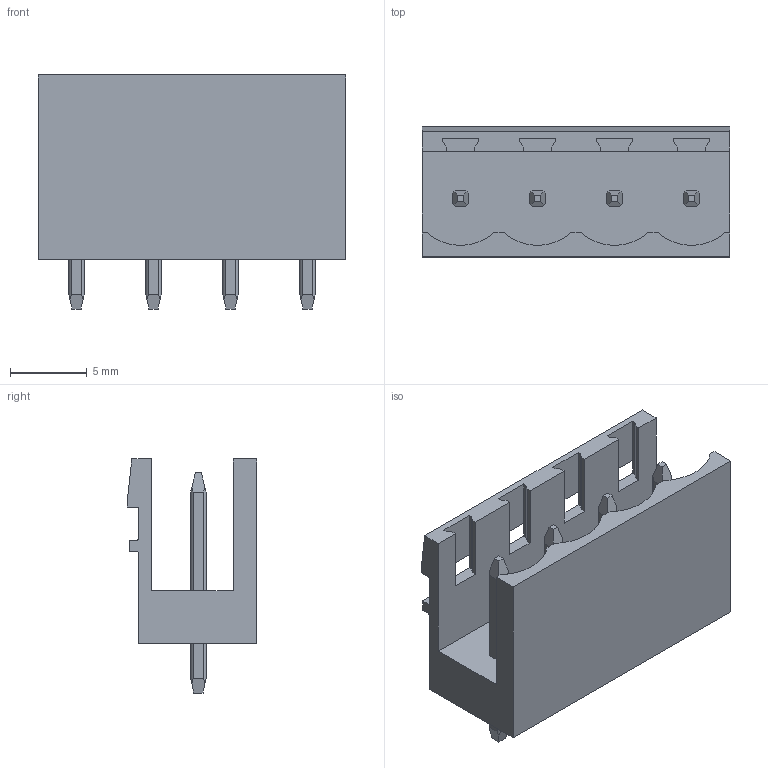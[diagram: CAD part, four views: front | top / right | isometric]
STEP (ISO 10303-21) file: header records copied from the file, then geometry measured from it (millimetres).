
FILE_DESCRIPTION(('CATIA V5 STEP Exchange','CAx-IF Rec.Pracs.--- Model Styling and Organization---1.2---2011-12-15'),'2;1');
FILE_NAME ('D1457112_0_1840940000_1840940000.stp','2018-11-20T03:42:30+00:00',('none'),('Weidmueller'),'CATIA Version 5-6 Release 2014','CATIA V5 STEP AP214','none');
FILE_SCHEMA(('AUTOMOTIVE_DESIGN { 1 0 10303 214 1 1 1 1 }'));
Length unit declared in the file: millimetre
Products named in the file (1): 1840940000
Bounding box: 20 x 8.43 x 15.2 mm (x, y, z)
Volume: 910 mm3; surface area: 1552 mm2
Topology: 5 solids, 5 shells, 163 faces, 484 edges, 323 vertices
Faces by surface type: plane 125, cylinder 38
Entity records: 5150 total; most frequent: CARTESIAN_POINT 1138, ORIENTED_EDGE 968, DIRECTION 600, EDGE_CURVE 484, VECTOR 344, LINE 344, VERTEX_POINT 323, EDGE_LOOP 171
